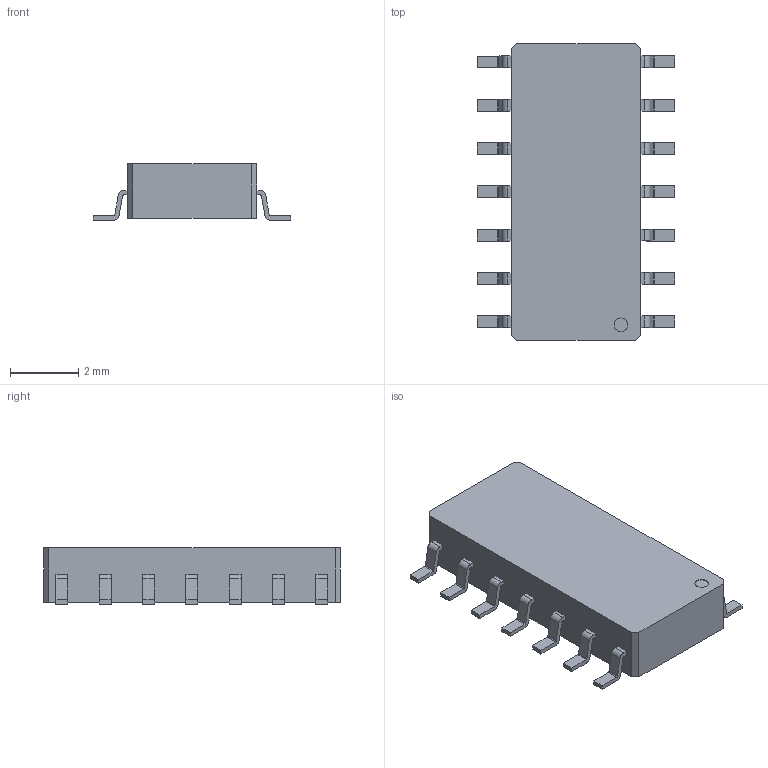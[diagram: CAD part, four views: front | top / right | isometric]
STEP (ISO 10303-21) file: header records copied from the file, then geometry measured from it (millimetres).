
FILE_DESCRIPTION(('FreeCAD Model'),'2;1');
FILE_NAME( '14SOIC.step', '2015-07-26T00:11:51',('Author'),(''), 'Open CASCADE STEP processor 6.8','FreeCAD','Unknown');
FILE_SCHEMA(('AUTOMOTIVE_DESIGN_CC2 { 1 2 10303 214 -1 1 5 4 }'));
Length unit declared in the file: millimetre
Products named in the file (2): ASSEMBLY; 14SOIC
Assembly tree (1 placements, depth 2):
  ASSEMBLY
    14SOIC
Bounding box: 5.8 x 8.7 x 1.65 mm (x, y, z)
Volume: 53.8 mm3; surface area: 126.6 mm2
Topology: 1 solids, 1 shells, 194 faces, 531 edges, 354 vertices
Faces by surface type: plane 137, cylinder 57
Full cylindrical faces by diameter (mm): 0.4 x1
Entity records: 14424 total; most frequent: CARTESIAN_POINT 2653, DIRECTION 1874, LINE 1197, VECTOR 1197, ORIENTED_EDGE 1062, PCURVE 1062, DEFINITIONAL_REPRESENTATION 1062, EDGE_CURVE 531
